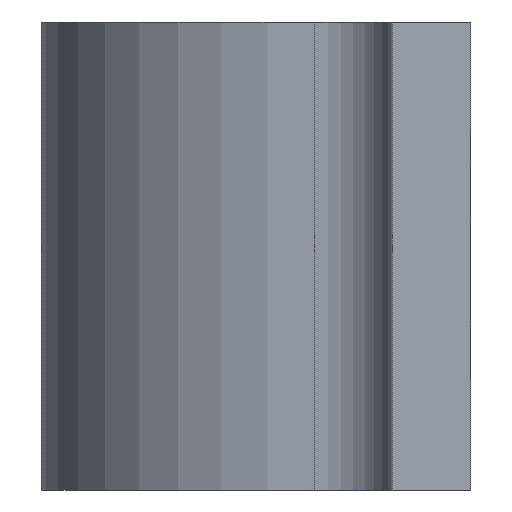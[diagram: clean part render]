
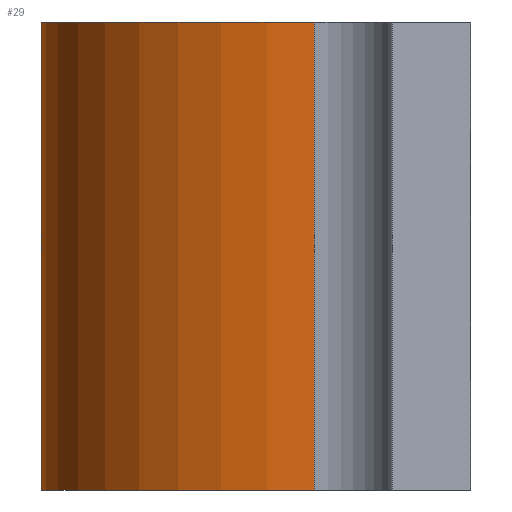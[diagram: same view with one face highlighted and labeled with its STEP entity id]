
A CAD part, left-side view. The second image highlights one B-rep face of the part: STEP entity #29.
In plain terms, the highlighted cylindrical face has radius 3.5 mm (diameter 7 mm), a partial arc.
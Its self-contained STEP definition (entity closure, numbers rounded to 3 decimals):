
#24 = VERTEX_POINT ( 'NONE', #425 ) ;
#26 = EDGE_CURVE ( 'NONE', #24, #197, #470, .T. ) ;
#29 = ADVANCED_FACE ( 'NONE', ( #440 ), #428, .T. ) ;
#37 = EDGE_CURVE ( 'NONE', #24, #64, #450, .T. ) ;
#56 = ORIENTED_EDGE ( 'NONE', *, *, #57, .T. ) ;
#57 = EDGE_CURVE ( 'NONE', #197, #75, #475, .T. ) ;
#59 = EDGE_CURVE ( 'NONE', #64, #75, #403, .T. ) ;
#60 = ORIENTED_EDGE ( 'NONE', *, *, #26, .T. ) ;
#61 = ORIENTED_EDGE ( 'NONE', *, *, #37, .F. ) ;
#63 = ORIENTED_EDGE ( 'NONE', *, *, #59, .F. ) ;
#64 = VERTEX_POINT ( 'NONE', #407 ) ;
#75 = VERTEX_POINT ( 'NONE', #486 ) ;
#197 = VERTEX_POINT ( 'NONE', #612 ) ;
#275 = EDGE_LOOP ( 'NONE', ( #56, #63, #61, #60 ) ) ;
#313 = AXIS2_PLACEMENT_3D ( 'NONE', #434, #315, #314 ) ;
#314 = DIRECTION ( 'NONE',  ( -1., 0., 0. ) ) ;
#315 = DIRECTION ( 'NONE',  ( 0., 0., -1. ) ) ;
#333 = AXIS2_PLACEMENT_3D ( 'NONE', #437, #343, #342 ) ;
#334 = DIRECTION ( 'NONE',  ( 0., 0., -1. ) ) ;
#342 = DIRECTION ( 'NONE',  ( 1., 0., 0. ) ) ;
#343 = DIRECTION ( 'NONE',  ( 0., 0., 1. ) ) ;
#400 = DIRECTION ( 'NONE',  ( 0., 0., -1. ) ) ;
#401 = VECTOR ( 'NONE', #400, 1000. ) ;
#402 = CARTESIAN_POINT ( 'NONE',  ( -3.5, 2.099, 3. ) ) ;
#403 = LINE ( 'NONE', #402, #401 ) ;
#407 = CARTESIAN_POINT ( 'NONE',  ( -3.5, 2.099, 3. ) ) ;
#425 = CARTESIAN_POINT ( 'NONE',  ( 3.5, 2.099, 3. ) ) ;
#428 = CYLINDRICAL_SURFACE ( 'NONE', #313, 3.5 ) ;
#434 = CARTESIAN_POINT ( 'NONE',  ( 0., 2.099, 3. ) ) ;
#437 = CARTESIAN_POINT ( 'NONE',  ( 0., 2.099, 3. ) ) ;
#440 = FACE_OUTER_BOUND ( 'NONE', #275, .T. ) ;
#450 = CIRCLE ( 'NONE', #333, 3.5 ) ;
#468 = VECTOR ( 'NONE', #334, 1000. ) ;
#469 = CARTESIAN_POINT ( 'NONE',  ( 3.5, 2.099, 3. ) ) ;
#470 = LINE ( 'NONE', #469, #468 ) ;
#471 = DIRECTION ( 'NONE',  ( -1., 0., 0. ) ) ;
#472 = DIRECTION ( 'NONE',  ( 0., 0., 1. ) ) ;
#473 = CARTESIAN_POINT ( 'NONE',  ( 0., 2.099, -3. ) ) ;
#474 = AXIS2_PLACEMENT_3D ( 'NONE', #473, #472, #471 ) ;
#475 = CIRCLE ( 'NONE', #474, 3.5 ) ;
#486 = CARTESIAN_POINT ( 'NONE',  ( -3.5, 2.099, -3. ) ) ;
#612 = CARTESIAN_POINT ( 'NONE',  ( 3.5, 2.099, -3. ) ) ;
